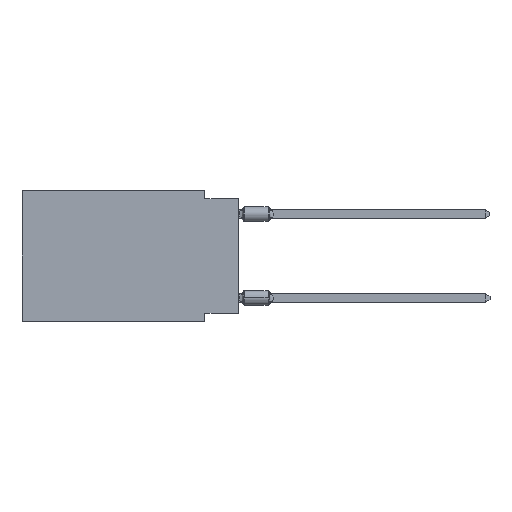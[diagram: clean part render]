
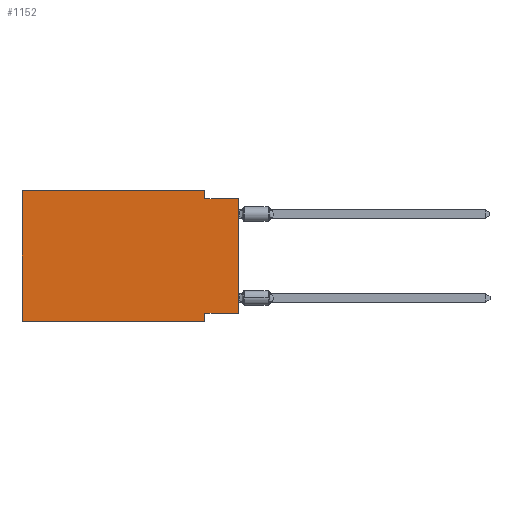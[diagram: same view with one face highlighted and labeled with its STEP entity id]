
A CAD part, left-side view. The second image highlights one B-rep face of the part: STEP entity #1152.
In plain terms, the highlighted planar face has unit normal (-1, 0, 0).
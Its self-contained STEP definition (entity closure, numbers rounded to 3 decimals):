
#251 = CARTESIAN_POINT ( 'NONE',  ( 0., 16.383, 0. ) ) ;
#426 = LINE ( 'NONE', #4758, #8091 ) ;
#641 = PLANE ( 'NONE',  #16603 ) ;
#675 = CARTESIAN_POINT ( 'NONE',  ( 0., 0., -9.271 ) ) ;
#924 = EDGE_CURVE ( 'NONE', #1466, #1859, #7059, .T. ) ;
#1152 = ADVANCED_FACE ( 'NONE', ( #10543 ), #641, .F. ) ;
#1392 = EDGE_CURVE ( 'NONE', #6739, #11386, #18217, .T. ) ;
#1466 = VERTEX_POINT ( 'NONE', #2746 ) ;
#1528 = DIRECTION ( 'NONE',  ( 0., -1., 0. ) ) ;
#1851 = VERTEX_POINT ( 'NONE', #16893 ) ;
#1859 = VERTEX_POINT ( 'NONE', #4591 ) ;
#2278 = LINE ( 'NONE', #675, #13126 ) ;
#2670 = LINE ( 'NONE', #8668, #7584 ) ;
#2715 = LINE ( 'NONE', #4296, #7179 ) ;
#2746 = CARTESIAN_POINT ( 'NONE',  ( 0., 2.54, 0. ) ) ;
#3105 = ORIENTED_EDGE ( 'NONE', *, *, #15967, .F. ) ;
#3195 = CARTESIAN_POINT ( 'NONE',  ( 0., 0., -0.635 ) ) ;
#3225 = ORIENTED_EDGE ( 'NONE', *, *, #5835, .F. ) ;
#3625 = EDGE_LOOP ( 'NONE', ( #6826, #3105, #13984, #8846, #7649, #17433, #3225, #16208 ) ) ;
#3766 = DIRECTION ( 'NONE',  ( 0., 1., 0. ) ) ;
#3803 = VECTOR ( 'NONE', #18005, 1000. ) ;
#4048 = CARTESIAN_POINT ( 'NONE',  ( 0., 2.54, -9.271 ) ) ;
#4226 = EDGE_CURVE ( 'NONE', #6739, #9867, #2278, .T. ) ;
#4296 = CARTESIAN_POINT ( 'NONE',  ( 0., 16.383, 0. ) ) ;
#4358 = VERTEX_POINT ( 'NONE', #18502 ) ;
#4591 = CARTESIAN_POINT ( 'NONE',  ( 0., 2.54, -0.635 ) ) ;
#4624 = VECTOR ( 'NONE', #16994, 1000. ) ;
#4758 = CARTESIAN_POINT ( 'NONE',  ( 0., 0., -0.635 ) ) ;
#5618 = DIRECTION ( 'NONE',  ( 0., 0., 1. ) ) ;
#5835 = EDGE_CURVE ( 'NONE', #9867, #1851, #10897, .T. ) ;
#6166 = DIRECTION ( 'NONE',  ( 0., -1., 0. ) ) ;
#6270 = VECTOR ( 'NONE', #5618, 1000. ) ;
#6739 = VERTEX_POINT ( 'NONE', #16928 ) ;
#6826 = ORIENTED_EDGE ( 'NONE', *, *, #1392, .T. ) ;
#7059 = LINE ( 'NONE', #11299, #4624 ) ;
#7179 = VECTOR ( 'NONE', #12944, 1000. ) ;
#7584 = VECTOR ( 'NONE', #1528, 1000. ) ;
#7638 = VECTOR ( 'NONE', #11214, 1000. ) ;
#7649 = ORIENTED_EDGE ( 'NONE', *, *, #9005, .F. ) ;
#8091 = VECTOR ( 'NONE', #6166, 1000. ) ;
#8668 = CARTESIAN_POINT ( 'NONE',  ( 0., 16.383, -9.906 ) ) ;
#8846 = ORIENTED_EDGE ( 'NONE', *, *, #15881, .F. ) ;
#9005 = EDGE_CURVE ( 'NONE', #4358, #16386, #13046, .T. ) ;
#9867 = VERTEX_POINT ( 'NONE', #4048 ) ;
#10543 = FACE_OUTER_BOUND ( 'NONE', #3625, .T. ) ;
#10717 = DIRECTION ( 'NONE',  ( 0., 0., -1. ) ) ;
#10897 = LINE ( 'NONE', #12389, #3803 ) ;
#11214 = DIRECTION ( 'NONE',  ( 0., 0., 1. ) ) ;
#11299 = CARTESIAN_POINT ( 'NONE',  ( 0., 2.54, 0. ) ) ;
#11386 = VERTEX_POINT ( 'NONE', #3195 ) ;
#11933 = CARTESIAN_POINT ( 'NONE',  ( 0., 16.383, 0. ) ) ;
#12207 = DIRECTION ( 'NONE',  ( 1., 0., 0. ) ) ;
#12389 = CARTESIAN_POINT ( 'NONE',  ( 0., 2.54, -9.906 ) ) ;
#12944 = DIRECTION ( 'NONE',  ( 0., -1., 0. ) ) ;
#13046 = LINE ( 'NONE', #251, #6270 ) ;
#13126 = VECTOR ( 'NONE', #3766, 1000. ) ;
#13295 = CARTESIAN_POINT ( 'NONE',  ( 0., 16.383, 0. ) ) ;
#13984 = ORIENTED_EDGE ( 'NONE', *, *, #924, .F. ) ;
#14112 = CARTESIAN_POINT ( 'NONE',  ( 0., 0., 0. ) ) ;
#15881 = EDGE_CURVE ( 'NONE', #16386, #1466, #2715, .T. ) ;
#15967 = EDGE_CURVE ( 'NONE', #1859, #11386, #426, .T. ) ;
#16208 = ORIENTED_EDGE ( 'NONE', *, *, #4226, .F. ) ;
#16386 = VERTEX_POINT ( 'NONE', #13295 ) ;
#16603 = AXIS2_PLACEMENT_3D ( 'NONE', #11933, #12207, #10717 ) ;
#16893 = CARTESIAN_POINT ( 'NONE',  ( 0., 2.54, -9.906 ) ) ;
#16928 = CARTESIAN_POINT ( 'NONE',  ( 0., 0., -9.271 ) ) ;
#16994 = DIRECTION ( 'NONE',  ( 0., 0., -1. ) ) ;
#17433 = ORIENTED_EDGE ( 'NONE', *, *, #18344, .T. ) ;
#18005 = DIRECTION ( 'NONE',  ( 0., 0., -1. ) ) ;
#18217 = LINE ( 'NONE', #14112, #7638 ) ;
#18344 = EDGE_CURVE ( 'NONE', #4358, #1851, #2670, .T. ) ;
#18502 = CARTESIAN_POINT ( 'NONE',  ( 0., 16.383, -9.906 ) ) ;
